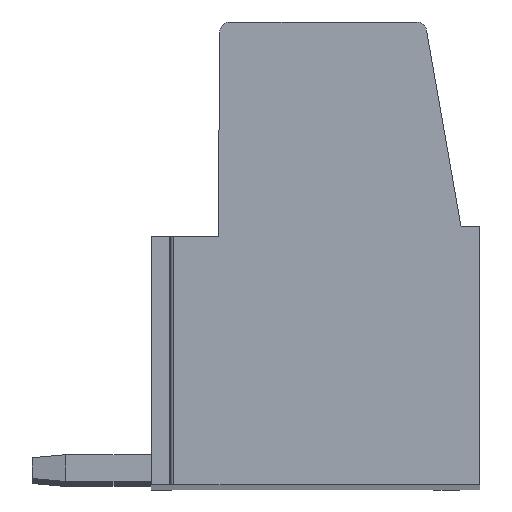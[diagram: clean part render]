
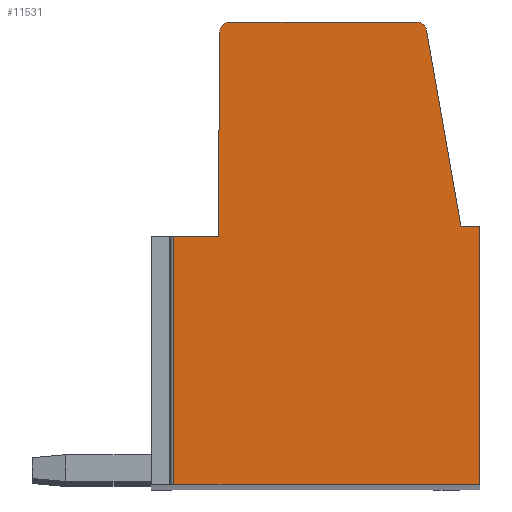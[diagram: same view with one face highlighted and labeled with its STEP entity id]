
A CAD part, top view. The second image highlights one B-rep face of the part: STEP entity #11531.
In plain terms, the highlighted planar face has unit normal (0, 0, 1).
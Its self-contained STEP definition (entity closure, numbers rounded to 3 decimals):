
#1963=DIRECTION('',(0.,1.,0.));
#1964=VECTOR('',#1963,7.4);
#1965=CARTESIAN_POINT('',(-4.225,-7.4,2.5));
#1966=LINE('',#1965,#1964);
#1967=DIRECTION('',(-1.,0.,0.));
#1968=VECTOR('',#1967,1.325);
#1969=CARTESIAN_POINT('',(-2.9,0.,2.5));
#1970=LINE('',#1969,#1968);
#1971=DIRECTION('',(-0.007,-1.,0.));
#1972=VECTOR('',#1971,6.1);
#1973=CARTESIAN_POINT('',(-2.859,6.1,2.5));
#1974=LINE('',#1973,#1972);
#1975=CARTESIAN_POINT('',(-2.557,6.098,2.5));
#1976=DIRECTION('',(0.,0.,1.));
#1977=DIRECTION('',(0.,1.,0.));
#1978=AXIS2_PLACEMENT_3D('',#1975,#1976,#1977);
#1980=DIRECTION('',(-1.,0.,0.));
#1981=VECTOR('',#1980,5.57);
#1982=CARTESIAN_POINT('',(3.013,6.4,2.5));
#1983=LINE('',#1982,#1981);
#1984=CARTESIAN_POINT('',(3.013,6.098,2.5));
#1985=DIRECTION('',(0.,0.,1.));
#1986=DIRECTION('',(0.985,0.173,0.));
#1987=AXIS2_PLACEMENT_3D('',#1984,#1985,#1986);
#1989=DIRECTION('',(-0.173,0.985,0.));
#1990=VECTOR('',#1989,5.94);
#1991=CARTESIAN_POINT('',(4.34,0.3,2.5));
#1992=LINE('',#1991,#1990);
#1993=DIRECTION('',(-1.,0.,0.));
#1994=VECTOR('',#1993,0.56);
#1995=CARTESIAN_POINT('',(4.9,0.3,2.5));
#1996=LINE('',#1995,#1994);
#1997=DIRECTION('',(0.,1.,0.));
#1998=VECTOR('',#1997,7.7);
#1999=CARTESIAN_POINT('',(4.9,-7.4,2.5));
#2000=LINE('',#1999,#1998);
#2001=DIRECTION('',(1.,0.,0.));
#2002=VECTOR('',#2001,9.125);
#2003=CARTESIAN_POINT('',(-4.225,-7.4,2.5));
#2004=LINE('',#2003,#2002);
#6849=CARTESIAN_POINT('',(4.9,-7.4,2.5));
#6850=CARTESIAN_POINT('',(4.9,0.3,2.5));
#6851=VERTEX_POINT('',#6849);
#6852=VERTEX_POINT('',#6850);
#6853=CARTESIAN_POINT('',(4.34,0.3,2.5));
#6854=VERTEX_POINT('',#6853);
#6855=CARTESIAN_POINT('',(3.311,6.15,2.5));
#6856=VERTEX_POINT('',#6855);
#6857=CARTESIAN_POINT('',(3.013,6.4,2.5));
#6858=VERTEX_POINT('',#6857);
#6859=CARTESIAN_POINT('',(-2.557,6.4,2.5));
#6860=VERTEX_POINT('',#6859);
#6861=CARTESIAN_POINT('',(-2.859,6.1,2.5));
#6862=VERTEX_POINT('',#6861);
#6863=CARTESIAN_POINT('',(-2.9,0.,2.5));
#6864=VERTEX_POINT('',#6863);
#6909=CARTESIAN_POINT('',(-4.225,-7.4,2.5));
#6910=CARTESIAN_POINT('',(-4.225,0.,2.5));
#6911=VERTEX_POINT('',#6909);
#6912=VERTEX_POINT('',#6910);
#11507=CARTESIAN_POINT('',(0.,0.,2.5));
#11508=DIRECTION('',(0.,0.,1.));
#11509=DIRECTION('',(1.,0.,0.));
#11510=AXIS2_PLACEMENT_3D('',#11507,#11508,#11509);
#11511=PLANE('',#11510);
#11512=ORIENTED_EDGE('',*,*,#11499,.T.);
#11513=ORIENTED_EDGE('',*,*,#8746,.F.);
#11515=ORIENTED_EDGE('',*,*,#11514,.F.);
#11517=ORIENTED_EDGE('',*,*,#11516,.F.);
#11519=ORIENTED_EDGE('',*,*,#11518,.F.);
#11521=ORIENTED_EDGE('',*,*,#11520,.F.);
#11523=ORIENTED_EDGE('',*,*,#11522,.F.);
#11525=ORIENTED_EDGE('',*,*,#11524,.F.);
#11527=ORIENTED_EDGE('',*,*,#11526,.F.);
#11528=ORIENTED_EDGE('',*,*,#8964,.F.);
#11529=EDGE_LOOP('',(#11512,#11513,#11515,#11517,#11519,#11521,#11523,#11525,
#11527,#11528));
#11530=FACE_OUTER_BOUND('',#11529,.F.);
#1979=CIRCLE('',#1978,0.302);
#1988=CIRCLE('',#1987,0.302);
#8746=EDGE_CURVE('',#6864,#6912,#1970,.T.);
#8964=EDGE_CURVE('',#6911,#6851,#2004,.T.);
#11499=EDGE_CURVE('',#6911,#6912,#1966,.T.);
#11514=EDGE_CURVE('',#6862,#6864,#1974,.T.);
#11516=EDGE_CURVE('',#6860,#6862,#1979,.T.);
#11518=EDGE_CURVE('',#6858,#6860,#1983,.T.);
#11520=EDGE_CURVE('',#6856,#6858,#1988,.T.);
#11522=EDGE_CURVE('',#6854,#6856,#1992,.T.);
#11524=EDGE_CURVE('',#6852,#6854,#1996,.T.);
#11526=EDGE_CURVE('',#6851,#6852,#2000,.T.);
#11531=ADVANCED_FACE('',(#11530),#11511,.T.);
